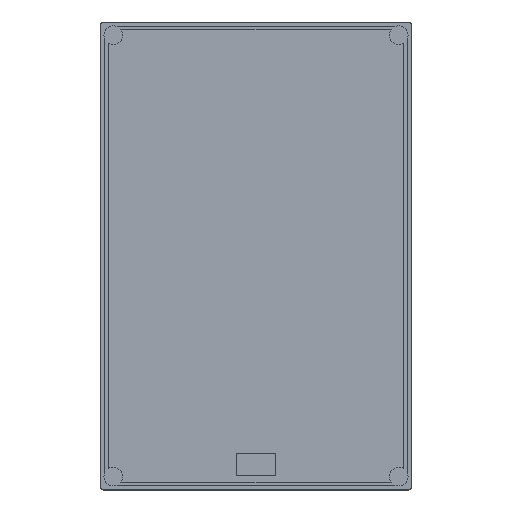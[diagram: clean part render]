
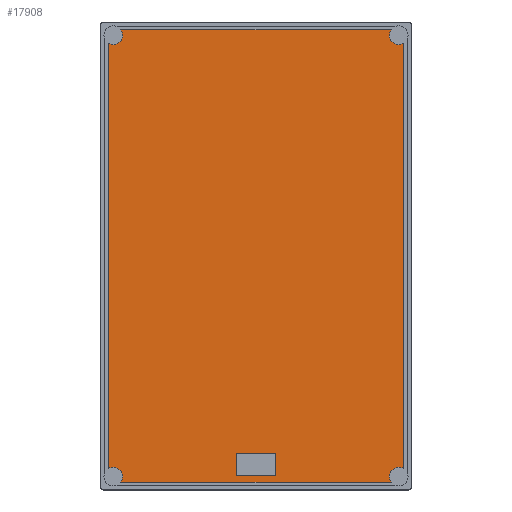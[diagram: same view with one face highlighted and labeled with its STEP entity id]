
A CAD part, top view. The second image highlights one B-rep face of the part: STEP entity #17908.
In plain terms, the highlighted planar face has unit normal (0, 0, 1).
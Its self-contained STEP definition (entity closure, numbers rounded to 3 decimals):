
#16701=DIRECTION('',(0.,-1.,0.));
#16702=VECTOR('',#16701,271.978);
#16703=CARTESIAN_POINT('',(-94.5,135.989,4.25));
#16704=LINE('',#16703,#16702);
#16717=CARTESIAN_POINT('',(91.2,-141.,4.25));
#16718=DIRECTION('',(0.,0.,-1.));
#16719=DIRECTION('',(-0.812,-0.583,0.));
#16720=AXIS2_PLACEMENT_3D('',#16717,#16718,#16719);
#16722=CARTESIAN_POINT('',(-91.2,-141.,4.25));
#16723=DIRECTION('',(0.,0.,1.));
#16724=DIRECTION('',(0.812,-0.583,0.));
#16725=AXIS2_PLACEMENT_3D('',#16722,#16723,#16724);
#16727=CARTESIAN_POINT('',(-91.2,141.,4.25));
#16728=DIRECTION('',(0.,0.,-1.));
#16729=DIRECTION('',(0.812,0.583,0.));
#16730=AXIS2_PLACEMENT_3D('',#16727,#16728,#16729);
#16732=CARTESIAN_POINT('',(91.2,141.,4.25));
#16733=DIRECTION('',(0.,0.,1.));
#16734=DIRECTION('',(-0.812,0.583,0.));
#16735=AXIS2_PLACEMENT_3D('',#16732,#16733,#16734);
#16737=DIRECTION('',(0.,-1.,0.));
#16738=VECTOR('',#16737,14.);
#16739=CARTESIAN_POINT('',(-12.5,-126.5,4.25));
#16740=LINE('',#16739,#16738);
#16741=DIRECTION('',(1.,0.,0.));
#16742=VECTOR('',#16741,25.);
#16743=CARTESIAN_POINT('',(-12.5,-140.5,4.25));
#16744=LINE('',#16743,#16742);
#16745=DIRECTION('',(0.,1.,0.));
#16746=VECTOR('',#16745,14.);
#16747=CARTESIAN_POINT('',(12.5,-140.5,4.25));
#16748=LINE('',#16747,#16746);
#16749=DIRECTION('',(-1.,0.,0.));
#16750=VECTOR('',#16749,25.);
#16751=CARTESIAN_POINT('',(12.5,-126.5,4.25));
#16752=LINE('',#16751,#16750);
#16761=DIRECTION('',(0.,1.,0.));
#16762=VECTOR('',#16761,271.978);
#16763=CARTESIAN_POINT('',(94.5,-135.989,4.25));
#16764=LINE('',#16763,#16762);
#16777=DIRECTION('',(1.,0.,0.));
#16778=VECTOR('',#16777,172.653);
#16779=CARTESIAN_POINT('',(-86.327,-144.5,4.25));
#16780=LINE('',#16779,#16778);
#16793=DIRECTION('',(-1.,0.,0.));
#16794=VECTOR('',#16793,172.653);
#16795=CARTESIAN_POINT('',(86.327,144.5,4.25));
#16796=LINE('',#16795,#16794);
#16937=CARTESIAN_POINT('',(-86.327,144.5,4.25));
#16938=CARTESIAN_POINT('',(-94.5,135.989,4.25));
#16939=VERTEX_POINT('',#16937);
#16940=VERTEX_POINT('',#16938);
#16969=CARTESIAN_POINT('',(86.327,144.5,4.25));
#16970=CARTESIAN_POINT('',(94.5,135.989,4.25));
#16971=VERTEX_POINT('',#16969);
#16972=VERTEX_POINT('',#16970);
#17001=CARTESIAN_POINT('',(86.327,-144.5,4.25));
#17002=CARTESIAN_POINT('',(94.5,-135.989,4.25));
#17003=VERTEX_POINT('',#17001);
#17004=VERTEX_POINT('',#17002);
#17033=CARTESIAN_POINT('',(-86.327,-144.5,4.25));
#17034=CARTESIAN_POINT('',(-94.5,-135.989,4.25));
#17035=VERTEX_POINT('',#17033);
#17036=VERTEX_POINT('',#17034);
#17097=CARTESIAN_POINT('',(-12.5,-126.5,4.25));
#17098=CARTESIAN_POINT('',(-12.5,-140.5,4.25));
#17099=VERTEX_POINT('',#17097);
#17100=VERTEX_POINT('',#17098);
#17101=CARTESIAN_POINT('',(12.5,-140.5,4.25));
#17102=VERTEX_POINT('',#17101);
#17103=CARTESIAN_POINT('',(12.5,-126.5,4.25));
#17104=VERTEX_POINT('',#17103);
#17876=CARTESIAN_POINT('',(0.,0.,4.25));
#17877=DIRECTION('',(0.,0.,1.));
#17878=DIRECTION('',(1.,0.,0.));
#17879=AXIS2_PLACEMENT_3D('',#17876,#17877,#17878);
#17880=PLANE('',#17879);
#17882=ORIENTED_EDGE('',*,*,#17881,.F.);
#17884=ORIENTED_EDGE('',*,*,#17883,.F.);
#17886=ORIENTED_EDGE('',*,*,#17885,.F.);
#17888=ORIENTED_EDGE('',*,*,#17887,.T.);
#17889=ORIENTED_EDGE('',*,*,#17866,.F.);
#17891=ORIENTED_EDGE('',*,*,#17890,.F.);
#17893=ORIENTED_EDGE('',*,*,#17892,.F.);
#17895=ORIENTED_EDGE('',*,*,#17894,.T.);
#17896=EDGE_LOOP('',(#17882,#17884,#17886,#17888,#17889,#17891,#17893,#17895));
#17897=FACE_OUTER_BOUND('',#17896,.F.);
#17899=ORIENTED_EDGE('',*,*,#17898,.T.);
#17901=ORIENTED_EDGE('',*,*,#17900,.T.);
#17903=ORIENTED_EDGE('',*,*,#17902,.T.);
#17905=ORIENTED_EDGE('',*,*,#17904,.T.);
#17906=EDGE_LOOP('',(#17899,#17901,#17903,#17905));
#17907=FACE_BOUND('',#17906,.F.);
#17908=ADVANCED_FACE('',(#17897,#17907),#17880,.T.);
#16721=CIRCLE('',#16720,6.);
#16726=CIRCLE('',#16725,6.);
#16731=CIRCLE('',#16730,6.);
#16736=CIRCLE('',#16735,6.);
#17866=EDGE_CURVE('',#16940,#17036,#16704,.T.);
#17881=EDGE_CURVE('',#17004,#16972,#16764,.T.);
#17883=EDGE_CURVE('',#17003,#17004,#16721,.T.);
#17885=EDGE_CURVE('',#17035,#17003,#16780,.T.);
#17887=EDGE_CURVE('',#17035,#17036,#16726,.T.);
#17890=EDGE_CURVE('',#16939,#16940,#16731,.T.);
#17892=EDGE_CURVE('',#16971,#16939,#16796,.T.);
#17894=EDGE_CURVE('',#16971,#16972,#16736,.T.);
#17898=EDGE_CURVE('',#17099,#17100,#16740,.T.);
#17900=EDGE_CURVE('',#17100,#17102,#16744,.T.);
#17902=EDGE_CURVE('',#17102,#17104,#16748,.T.);
#17904=EDGE_CURVE('',#17104,#17099,#16752,.T.);
